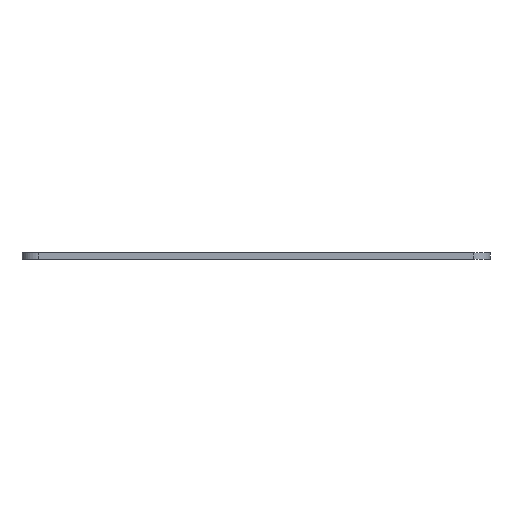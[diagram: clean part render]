
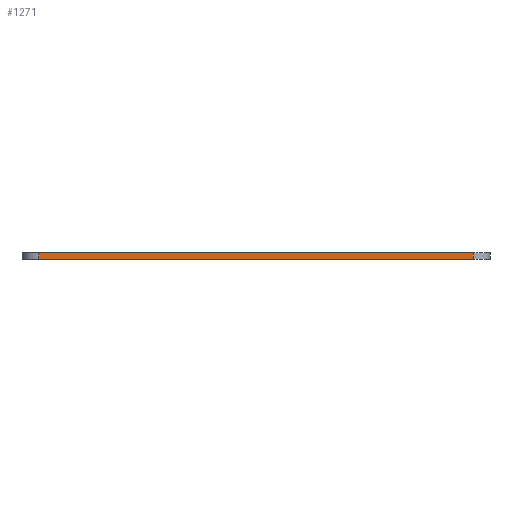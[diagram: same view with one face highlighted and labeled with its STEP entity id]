
A CAD part, front view. The second image highlights one B-rep face of the part: STEP entity #1271.
In plain terms, the highlighted planar face has unit normal (0, -1, 0).
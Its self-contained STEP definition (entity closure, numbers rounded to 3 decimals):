
#69=PLANE('',#1412);
#130=FACE_OUTER_BOUND('',#192,.T.);
#192=EDGE_LOOP('',(#1050,#1051,#1052,#1053));
#336=LINE('',#2122,#458);
#337=LINE('',#2126,#459);
#338=LINE('',#2128,#460);
#339=LINE('',#2129,#461);
#458=VECTOR('',#1756,10.);
#459=VECTOR('',#1761,10.);
#460=VECTOR('',#1762,10.);
#461=VECTOR('',#1763,10.);
#638=VERTEX_POINT('',#2119);
#639=VERTEX_POINT('',#2121);
#640=VERTEX_POINT('',#2125);
#641=VERTEX_POINT('',#2127);
#813=EDGE_CURVE('',#639,#638,#336,.T.);
#815=EDGE_CURVE('',#638,#640,#337,.T.);
#816=EDGE_CURVE('',#641,#640,#338,.T.);
#817=EDGE_CURVE('',#641,#639,#339,.T.);
#1050=ORIENTED_EDGE('',*,*,#815,.T.);
#1051=ORIENTED_EDGE('',*,*,#816,.F.);
#1052=ORIENTED_EDGE('',*,*,#817,.T.);
#1053=ORIENTED_EDGE('',*,*,#813,.T.);
#1271=ADVANCED_FACE('',(#130),#69,.T.);
#1412=AXIS2_PLACEMENT_3D('',#2124,#1759,#1760);
#1756=DIRECTION('',(0.,0.,1.));
#1759=DIRECTION('center_axis',(0.,-1.,0.));
#1760=DIRECTION('ref_axis',(0.,0.,-1.));
#1761=DIRECTION('',(-1.,0.,0.));
#1762=DIRECTION('',(0.,0.,1.));
#1763=DIRECTION('',(1.,0.,0.));
#2119=CARTESIAN_POINT('',(135.53,0.489,2.));
#2121=CARTESIAN_POINT('',(135.53,0.489,0.));
#2122=CARTESIAN_POINT('',(135.53,0.489,0.));
#2124=CARTESIAN_POINT('Origin',(135.53,0.489,0.));
#2125=CARTESIAN_POINT('',(5.53,0.489,2.));
#2126=CARTESIAN_POINT('',(5.53,0.489,2.));
#2127=CARTESIAN_POINT('',(5.53,0.489,0.));
#2128=CARTESIAN_POINT('',(5.53,0.489,0.));
#2129=CARTESIAN_POINT('',(5.53,0.489,0.));
